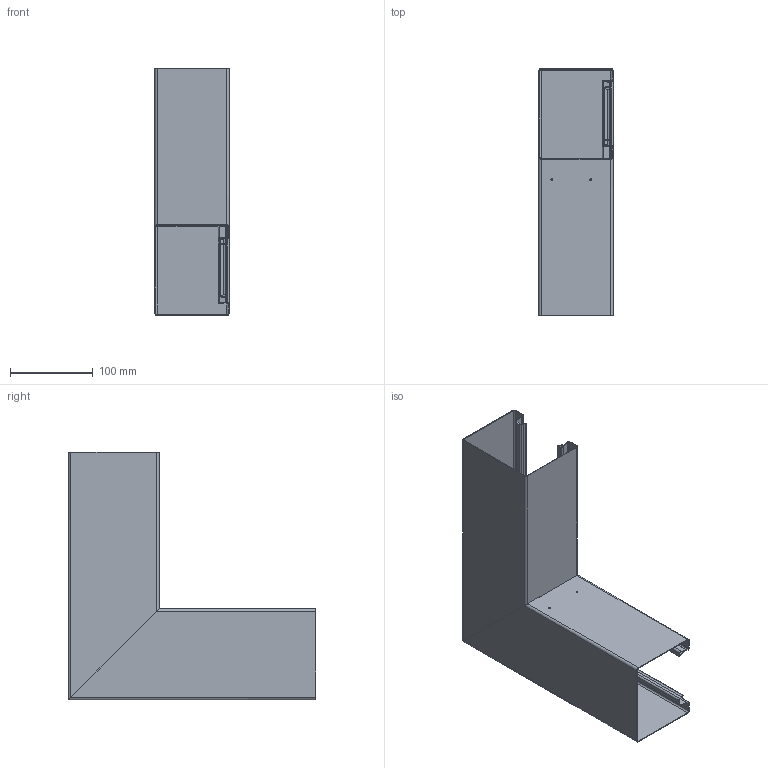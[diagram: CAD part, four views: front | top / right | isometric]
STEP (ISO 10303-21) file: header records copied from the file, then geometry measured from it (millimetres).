
FILE_DESCRIPTION (( 'STEP AP214' ), '1' );
FILE_NAME ('6277120.stp', '2016-05-25T14:58:17', ( '' ), ( '' ), 'SwSTEP 2.0', 'SolidWorks 2014', '' );
FILE_SCHEMA (( 'AUTOMOTIVE_DESIGN' ));
Length unit declared in the file: millimetre
Products named in the file (1): 6277120
Bounding box: 90 x 299.85 x 299.85 mm (x, y, z)
Volume: 182944.3 mm3; surface area: 368319.5 mm2
Topology: 1 solids, 1 shells, 306 faces, 676 edges, 376 vertices
Faces by surface type: plane 148, cylinder 86, bspline 64, cone 8
Entity records: 9307 total; most frequent: CARTESIAN_POINT 3296, ORIENTED_EDGE 1352, DIRECTION 998, EDGE_CURVE 676, VERTEX_POINT 376, AXIS2_PLACEMENT_3D 335, VECTOR 328, LINE 328
